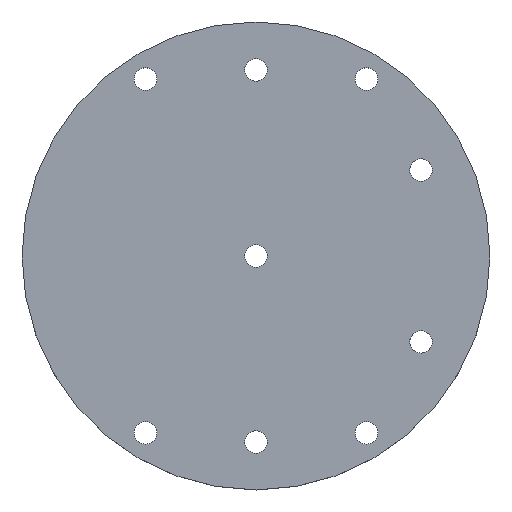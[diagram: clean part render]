
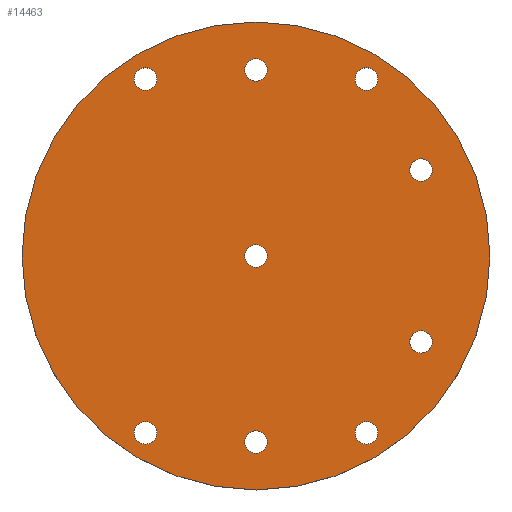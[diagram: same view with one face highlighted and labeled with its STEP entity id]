
A CAD part, top view. The second image highlights one B-rep face of the part: STEP entity #14463.
In plain terms, the highlighted planar face has unit normal (0, 0, 1).
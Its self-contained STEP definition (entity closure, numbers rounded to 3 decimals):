
#24=FACE_BOUND('',#1665,.T.);
#25=FACE_BOUND('',#1666,.T.);
#26=FACE_BOUND('',#1667,.T.);
#27=FACE_BOUND('',#1668,.T.);
#28=FACE_BOUND('',#1669,.T.);
#29=FACE_BOUND('',#1670,.T.);
#30=FACE_BOUND('',#1671,.T.);
#31=FACE_BOUND('',#1672,.T.);
#32=FACE_BOUND('',#1673,.T.);
#40=PLANE('',#16094);
#852=FACE_OUTER_BOUND('',#1664,.T.);
#1664=EDGE_LOOP('',(#10520));
#1665=EDGE_LOOP('',(#10521));
#1666=EDGE_LOOP('',(#10522));
#1667=EDGE_LOOP('',(#10523));
#1668=EDGE_LOOP('',(#10524));
#1669=EDGE_LOOP('',(#10525));
#1670=EDGE_LOOP('',(#10526));
#1671=EDGE_LOOP('',(#10527));
#1672=EDGE_LOOP('',(#10528));
#1673=EDGE_LOOP('',(#10529));
#4056=CIRCLE('',#15270,2.);
#4059=CIRCLE('',#15274,2.);
#4075=CIRCLE('',#15297,2.);
#4076=CIRCLE('',#15299,2.);
#4077=CIRCLE('',#15301,2.);
#4078=CIRCLE('',#15303,2.);
#4079=CIRCLE('',#15305,2.);
#4080=CIRCLE('',#15307,2.);
#4081=CIRCLE('',#15309,2.);
#4863=CIRCLE('',#16093,41.5);
#5664=VERTEX_POINT('',#23358);
#5666=VERTEX_POINT('',#23365);
#5679=VERTEX_POINT('',#23404);
#5680=VERTEX_POINT('',#23408);
#5681=VERTEX_POINT('',#23412);
#5682=VERTEX_POINT('',#23416);
#5683=VERTEX_POINT('',#23420);
#5684=VERTEX_POINT('',#23424);
#5685=VERTEX_POINT('',#23428);
#6467=VERTEX_POINT('',#24995);
#7263=EDGE_CURVE('',#5664,#5664,#4056,.T.);
#7267=EDGE_CURVE('',#5666,#5666,#4059,.T.);
#7287=EDGE_CURVE('',#5679,#5679,#4075,.T.);
#7288=EDGE_CURVE('',#5680,#5680,#4076,.T.);
#7291=EDGE_CURVE('',#5681,#5681,#4077,.T.);
#7293=EDGE_CURVE('',#5682,#5682,#4078,.T.);
#7295=EDGE_CURVE('',#5683,#5683,#4079,.T.);
#7297=EDGE_CURVE('',#5684,#5684,#4080,.T.);
#7298=EDGE_CURVE('',#5685,#5685,#4081,.T.);
#8081=EDGE_CURVE('',#6467,#6467,#4863,.T.);
#10520=ORIENTED_EDGE('',*,*,#8081,.T.);
#10521=ORIENTED_EDGE('',*,*,#7287,.T.);
#10522=ORIENTED_EDGE('',*,*,#7288,.T.);
#10523=ORIENTED_EDGE('',*,*,#7267,.T.);
#10524=ORIENTED_EDGE('',*,*,#7291,.T.);
#10525=ORIENTED_EDGE('',*,*,#7293,.T.);
#10526=ORIENTED_EDGE('',*,*,#7295,.T.);
#10527=ORIENTED_EDGE('',*,*,#7297,.T.);
#10528=ORIENTED_EDGE('',*,*,#7263,.T.);
#10529=ORIENTED_EDGE('',*,*,#7298,.T.);
#14463=ADVANCED_FACE('',(#852,#24,#25,#26,#27,#28,#29,#30,#31,#32),#40,
 .F.);
#15270=AXIS2_PLACEMENT_3D('',#23359,#17680,#17681);
#15274=AXIS2_PLACEMENT_3D('',#23366,#17689,#17690);
#15297=AXIS2_PLACEMENT_3D('',#23406,#17739,#17740);
#15299=AXIS2_PLACEMENT_3D('',#23409,#17743,#17744);
#15301=AXIS2_PLACEMENT_3D('',#23414,#17749,#17750);
#15303=AXIS2_PLACEMENT_3D('',#23418,#17754,#17755);
#15305=AXIS2_PLACEMENT_3D('',#23422,#17759,#17760);
#15307=AXIS2_PLACEMENT_3D('',#23426,#17764,#17765);
#15309=AXIS2_PLACEMENT_3D('',#23429,#17768,#17769);
#16093=AXIS2_PLACEMENT_3D('',#24996,#19337,#19338);
#16094=AXIS2_PLACEMENT_3D('',#24998,#19340,#19341);
#17680=DIRECTION('center_axis',(0.,0.,-1.));
#17681=DIRECTION('ref_axis',(1.,0.,0.));
#17689=DIRECTION('center_axis',(0.,0.,-1.));
#17690=DIRECTION('ref_axis',(1.,0.,0.));
#17739=DIRECTION('center_axis',(0.,0.,-1.));
#17740=DIRECTION('ref_axis',(-1.,0.,0.));
#17743=DIRECTION('center_axis',(0.,0.,-1.));
#17744=DIRECTION('ref_axis',(1.,0.,0.));
#17749=DIRECTION('center_axis',(0.,0.,-1.));
#17750=DIRECTION('ref_axis',(1.,0.,0.));
#17754=DIRECTION('center_axis',(0.,0.,-1.));
#17755=DIRECTION('ref_axis',(-1.,0.,0.));
#17759=DIRECTION('center_axis',(0.,0.,-1.));
#17760=DIRECTION('ref_axis',(-1.,0.,0.));
#17764=DIRECTION('center_axis',(0.,0.,-1.));
#17765=DIRECTION('ref_axis',(1.,0.,0.));
#17768=DIRECTION('center_axis',(0.,0.,-1.));
#17769=DIRECTION('ref_axis',(1.,0.,0.));
#19337=DIRECTION('center_axis',(0.,0.,1.));
#19338=DIRECTION('ref_axis',(-1.,0.,0.));
#19340=DIRECTION('center_axis',(0.,0.,-1.));
#19341=DIRECTION('ref_axis',(-1.,0.,0.));
#23358=CARTESIAN_POINT('',(-2.,-33.,6.9));
#23359=CARTESIAN_POINT('Origin',(0.,-33.,6.9));
#23365=CARTESIAN_POINT('',(27.271,-15.238,6.9));
#23366=CARTESIAN_POINT('Origin',(29.271,-15.238,6.9));
#23404=CARTESIAN_POINT('',(2.,0.,6.9));
#23406=CARTESIAN_POINT('Origin',(0.,0.,6.9));
#23408=CARTESIAN_POINT('',(27.271,15.238,6.9));
#23409=CARTESIAN_POINT('Origin',(29.271,15.238,6.9));
#23412=CARTESIAN_POINT('',(17.607,-31.378,6.9));
#23414=CARTESIAN_POINT('Origin',(19.607,-31.378,6.9));
#23416=CARTESIAN_POINT('',(-17.607,-31.378,6.9));
#23418=CARTESIAN_POINT('Origin',(-19.607,-31.378,6.9));
#23420=CARTESIAN_POINT('',(-17.607,31.378,6.9));
#23422=CARTESIAN_POINT('Origin',(-19.607,31.378,6.9));
#23424=CARTESIAN_POINT('',(17.607,31.378,6.9));
#23426=CARTESIAN_POINT('Origin',(19.607,31.378,6.9));
#23428=CARTESIAN_POINT('',(-2.,33.,6.9));
#23429=CARTESIAN_POINT('Origin',(0.,33.,6.9));
#24995=CARTESIAN_POINT('',(41.5,0.,6.9));
#24996=CARTESIAN_POINT('Origin',(0.,0.,6.9));
#24998=CARTESIAN_POINT('Origin',(0.,0.,6.9));
